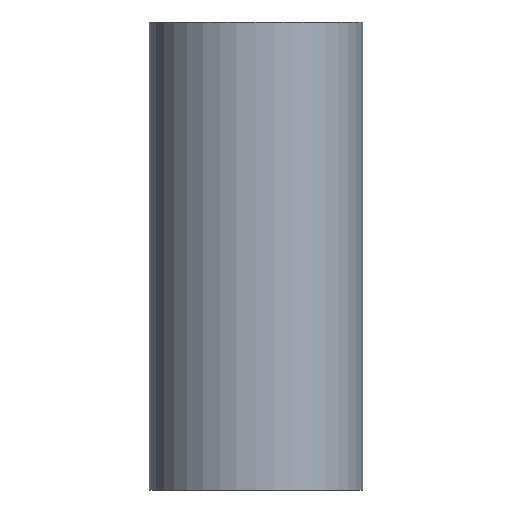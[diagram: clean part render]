
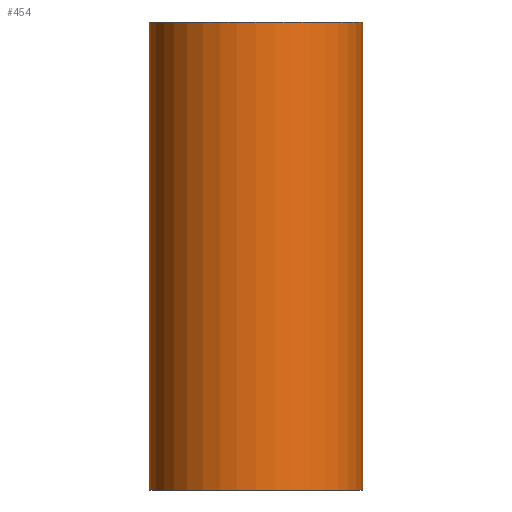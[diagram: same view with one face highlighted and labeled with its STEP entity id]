
A CAD part, left-side view. The second image highlights one B-rep face of the part: STEP entity #454.
In plain terms, the highlighted cylindrical face has radius 22.8 mm (diameter 45.6 mm), a full revolution.
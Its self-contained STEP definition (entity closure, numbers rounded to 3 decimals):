
#19=B_SPLINE_CURVE_WITH_KNOTS('',3,(#732,#733,#734,#735,#736,#737,#738,
#739,#740,#741),.UNSPECIFIED.,.F.,.F.,(4,2,2,2,4),(0.305,0.383,
0.462,0.537,0.612),.UNSPECIFIED.);
#20=B_SPLINE_CURVE_WITH_KNOTS('',3,(#770,#771,#772,#773,#774,#775,#776,
#777,#778,#779),.UNSPECIFIED.,.F.,.F.,(4,2,2,2,4),(0.612,0.688,
0.763,0.842,0.92),.UNSPECIFIED.);
#21=B_SPLINE_CURVE_WITH_KNOTS('',3,(#785,#786,#787,#788,#789,#790,#791,
#792,#793,#794),.UNSPECIFIED.,.F.,.F.,(4,2,2,2,4),(-0.308,-0.229,
-0.151,-0.075,0.),.UNSPECIFIED.);
#22=B_SPLINE_CURVE_WITH_KNOTS('',3,(#800,#801,#802,#803,#804,#805,#806,
#807,#808,#809),.UNSPECIFIED.,.F.,.F.,(4,2,2,2,4),(0.,0.075,
0.151,0.229,0.308),.UNSPECIFIED.);
#48=LINE('',#817,#74);
#50=LINE('',#824,#76);
#52=LINE('',#837,#78);
#74=VECTOR('',#644,10.);
#76=VECTOR('',#654,10.);
#78=VECTOR('',#670,22.8);
#93=CYLINDRICAL_SURFACE('',#525,22.8);
#103=FACE_BOUND('',#169,.T.);
#131=FACE_OUTER_BOUND('',#168,.T.);
#168=EDGE_LOOP('',(#404,#405,#406,#407));
#169=EDGE_LOOP('',(#408,#409,#410,#411,#412,#413,#414,#415));
#196=CIRCLE('',#513,22.8);
#199=CIRCLE('',#521,22.8);
#202=CIRCLE('',#526,22.8);
#203=CIRCLE('',#527,22.8);
#220=VERTEX_POINT('',#730);
#221=VERTEX_POINT('',#731);
#228=VERTEX_POINT('',#768);
#229=VERTEX_POINT('',#769);
#230=VERTEX_POINT('',#783);
#231=VERTEX_POINT('',#784);
#232=VERTEX_POINT('',#798);
#233=VERTEX_POINT('',#799);
#238=VERTEX_POINT('',#834);
#239=VERTEX_POINT('',#836);
#263=EDGE_CURVE('',#220,#221,#19,.F.);
#278=EDGE_CURVE('',#228,#229,#20,.F.);
#281=EDGE_CURVE('',#230,#231,#21,.F.);
#284=EDGE_CURVE('',#232,#233,#22,.F.);
#287=EDGE_CURVE('',#228,#221,#196,.T.);
#289=EDGE_CURVE('',#220,#233,#48,.T.);
#292=EDGE_CURVE('',#230,#229,#50,.T.);
#293=EDGE_CURVE('',#232,#231,#199,.T.);
#297=EDGE_CURVE('',#238,#238,#202,.T.);
#298=EDGE_CURVE('',#238,#239,#52,.T.);
#299=EDGE_CURVE('',#239,#239,#203,.T.);
#404=ORIENTED_EDGE('',*,*,#297,.F.);
#405=ORIENTED_EDGE('',*,*,#298,.T.);
#406=ORIENTED_EDGE('',*,*,#299,.T.);
#407=ORIENTED_EDGE('',*,*,#298,.F.);
#408=ORIENTED_EDGE('',*,*,#289,.T.);
#409=ORIENTED_EDGE('',*,*,#284,.F.);
#410=ORIENTED_EDGE('',*,*,#293,.T.);
#411=ORIENTED_EDGE('',*,*,#281,.F.);
#412=ORIENTED_EDGE('',*,*,#292,.T.);
#413=ORIENTED_EDGE('',*,*,#278,.F.);
#414=ORIENTED_EDGE('',*,*,#287,.T.);
#415=ORIENTED_EDGE('',*,*,#263,.F.);
#454=ADVANCED_FACE('',(#131,#103),#93,.T.);
#513=AXIS2_PLACEMENT_3D('',#813,#638,#639);
#521=AXIS2_PLACEMENT_3D('',#826,#657,#658);
#525=AXIS2_PLACEMENT_3D('',#833,#666,#667);
#526=AXIS2_PLACEMENT_3D('',#835,#668,#669);
#527=AXIS2_PLACEMENT_3D('',#838,#671,#672);
#638=DIRECTION('center_axis',(0.,0.,1.));
#639=DIRECTION('ref_axis',(1.,0.,0.));
#644=DIRECTION('',(0.,0.,-1.));
#654=DIRECTION('',(0.,0.,1.));
#657=DIRECTION('center_axis',(0.,0.,-1.));
#658=DIRECTION('ref_axis',(1.,0.,0.));
#666=DIRECTION('center_axis',(0.,0.,1.));
#667=DIRECTION('ref_axis',(1.,0.,0.));
#668=DIRECTION('center_axis',(0.,0.,1.));
#669=DIRECTION('ref_axis',(1.,0.,0.));
#670=DIRECTION('',(0.,0.,-1.));
#671=DIRECTION('center_axis',(0.,0.,1.));
#672=DIRECTION('ref_axis',(1.,0.,0.));
#730=CARTESIAN_POINT('',(71.455,7.487,63.));
#731=CARTESIAN_POINT('',(72.049,5.487,65.));
#732=CARTESIAN_POINT('Ctrl Pts',(72.049,5.487,65.));
#733=CARTESIAN_POINT('Ctrl Pts',(71.986,5.741,65.));
#734=CARTESIAN_POINT('Ctrl Pts',(71.914,6.011,64.949));
#735=CARTESIAN_POINT('Ctrl Pts',(71.773,6.508,64.741));
#736=CARTESIAN_POINT('Ctrl Pts',(71.703,6.734,64.585));
#737=CARTESIAN_POINT('Ctrl Pts',(71.592,7.085,64.228));
#738=CARTESIAN_POINT('Ctrl Pts',(71.541,7.236,64.006));
#739=CARTESIAN_POINT('Ctrl Pts',(71.473,7.437,63.518));
#740=CARTESIAN_POINT('Ctrl Pts',(71.455,7.487,63.251));
#741=CARTESIAN_POINT('Ctrl Pts',(71.455,7.487,63.));
#768=CARTESIAN_POINT('',(72.043,-5.513,65.));
#769=CARTESIAN_POINT('',(71.446,-7.513,63.));
#770=CARTESIAN_POINT('Ctrl Pts',(71.446,-7.513,63.));
#771=CARTESIAN_POINT('Ctrl Pts',(71.446,-7.513,63.251));
#772=CARTESIAN_POINT('Ctrl Pts',(71.464,-7.462,63.518));
#773=CARTESIAN_POINT('Ctrl Pts',(71.533,-7.261,64.006));
#774=CARTESIAN_POINT('Ctrl Pts',(71.583,-7.11,64.228));
#775=CARTESIAN_POINT('Ctrl Pts',(71.695,-6.759,64.585));
#776=CARTESIAN_POINT('Ctrl Pts',(71.765,-6.533,64.741));
#777=CARTESIAN_POINT('Ctrl Pts',(71.908,-6.036,64.949));
#778=CARTESIAN_POINT('Ctrl Pts',(71.98,-5.766,65.));
#779=CARTESIAN_POINT('Ctrl Pts',(72.043,-5.513,65.));
#783=CARTESIAN_POINT('',(71.446,-7.513,62.));
#784=CARTESIAN_POINT('',(72.043,-5.513,60.));
#785=CARTESIAN_POINT('Ctrl Pts',(72.043,-5.513,60.));
#786=CARTESIAN_POINT('Ctrl Pts',(71.98,-5.766,60.));
#787=CARTESIAN_POINT('Ctrl Pts',(71.908,-6.036,60.051));
#788=CARTESIAN_POINT('Ctrl Pts',(71.765,-6.533,60.259));
#789=CARTESIAN_POINT('Ctrl Pts',(71.695,-6.759,60.415));
#790=CARTESIAN_POINT('Ctrl Pts',(71.583,-7.11,60.772));
#791=CARTESIAN_POINT('Ctrl Pts',(71.533,-7.261,60.994));
#792=CARTESIAN_POINT('Ctrl Pts',(71.464,-7.462,61.482));
#793=CARTESIAN_POINT('Ctrl Pts',(71.446,-7.513,61.749));
#794=CARTESIAN_POINT('Ctrl Pts',(71.446,-7.513,62.));
#798=CARTESIAN_POINT('',(72.049,5.487,60.));
#799=CARTESIAN_POINT('',(71.455,7.487,62.));
#800=CARTESIAN_POINT('Ctrl Pts',(71.455,7.487,62.));
#801=CARTESIAN_POINT('Ctrl Pts',(71.455,7.487,61.749));
#802=CARTESIAN_POINT('Ctrl Pts',(71.473,7.437,61.482));
#803=CARTESIAN_POINT('Ctrl Pts',(71.541,7.236,60.994));
#804=CARTESIAN_POINT('Ctrl Pts',(71.592,7.085,60.772));
#805=CARTESIAN_POINT('Ctrl Pts',(71.703,6.734,60.415));
#806=CARTESIAN_POINT('Ctrl Pts',(71.773,6.508,60.259));
#807=CARTESIAN_POINT('Ctrl Pts',(71.914,6.011,60.051));
#808=CARTESIAN_POINT('Ctrl Pts',(71.986,5.741,60.));
#809=CARTESIAN_POINT('Ctrl Pts',(72.049,5.487,60.));
#813=CARTESIAN_POINT('Origin',(49.92,0.,65.));
#817=CARTESIAN_POINT('',(71.455,7.487,0.));
#824=CARTESIAN_POINT('',(71.446,-7.513,0.));
#826=CARTESIAN_POINT('Origin',(49.92,0.,60.));
#833=CARTESIAN_POINT('Origin',(49.92,0.,0.));
#834=CARTESIAN_POINT('',(27.12,0.,100.));
#835=CARTESIAN_POINT('Origin',(49.92,0.,100.));
#836=CARTESIAN_POINT('',(27.12,0.,0.));
#837=CARTESIAN_POINT('',(27.12,0.,0.));
#838=CARTESIAN_POINT('Origin',(49.92,0.,0.));
